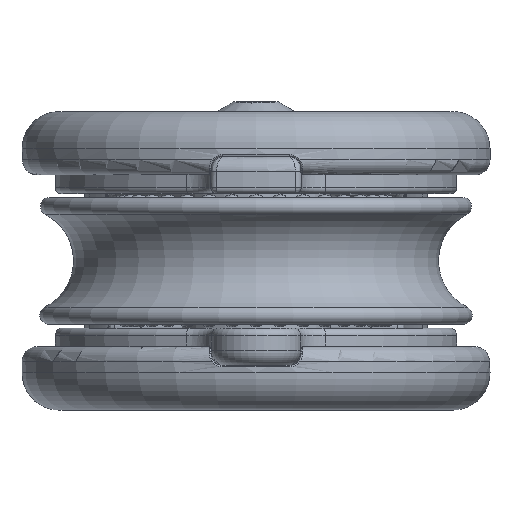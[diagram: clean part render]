
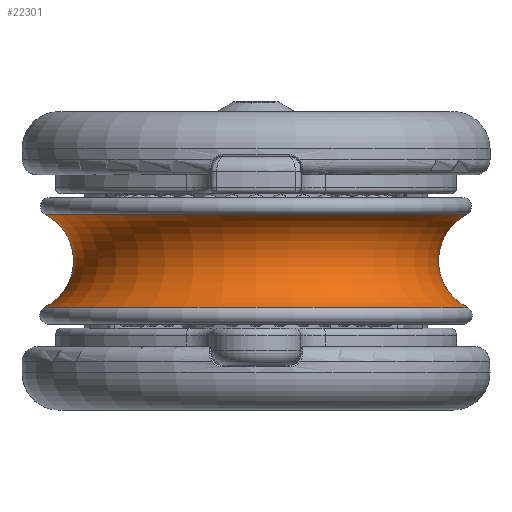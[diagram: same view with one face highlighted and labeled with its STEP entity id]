
A CAD part, front view. The second image highlights one B-rep face of the part: STEP entity #22301.
In plain terms, the highlighted toroidal (fillet/blend) face has major radius 31.5 mm and minor radius 7 mm.
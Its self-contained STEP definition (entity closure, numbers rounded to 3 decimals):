
#705=FACE_BOUND('',#6881,.T.);
#5419=FACE_OUTER_BOUND('',#6880,.T.);
#6880=EDGE_LOOP('',(#20799));
#6881=EDGE_LOOP('',(#20800));
#7806=CIRCLE('',#24183,28.282);
#7807=CIRCLE('',#24185,28.341);
#10856=VERTEX_POINT('',#46228);
#10857=VERTEX_POINT('',#46231);
#14171=EDGE_CURVE('',#10856,#10856,#7806,.T.);
#14172=EDGE_CURVE('',#10857,#10857,#7807,.T.);
#20799=ORIENTED_EDGE('',*,*,#14171,.T.);
#20800=ORIENTED_EDGE('',*,*,#14172,.F.);
#21010=TOROIDAL_SURFACE('',#24184,31.5,7.);
#22301=ADVANCED_FACE('',(#5419,#705),#21010,.F.);
#24183=AXIS2_PLACEMENT_3D('',#46229,#29339,#29340);
#24184=AXIS2_PLACEMENT_3D('',#46230,#29341,#29342);
#24185=AXIS2_PLACEMENT_3D('',#46232,#29343,#29344);
#29339=DIRECTION('center_axis',(0.,0.,
-1.));
#29340=DIRECTION('ref_axis',(1.,0.,0.));
#29341=DIRECTION('center_axis',(0.,0.,
-1.));
#29342=DIRECTION('ref_axis',(1.,0.,0.));
#29343=DIRECTION('center_axis',(0.,0.,
-1.));
#29344=DIRECTION('ref_axis',(1.,0.,0.));
#46228=CARTESIAN_POINT('',(0.,-28.282,6.014));
#46229=CARTESIAN_POINT('Origin',(0.,0.,
6.014));
#46230=CARTESIAN_POINT('Origin',(0.,0.,
-0.202));
#46231=CARTESIAN_POINT('',(0.,-28.341,-6.449));
#46232=CARTESIAN_POINT('Origin',(0.,0.,
-6.449));
